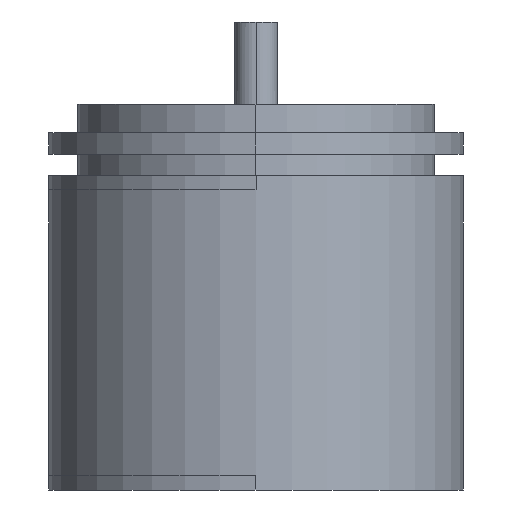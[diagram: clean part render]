
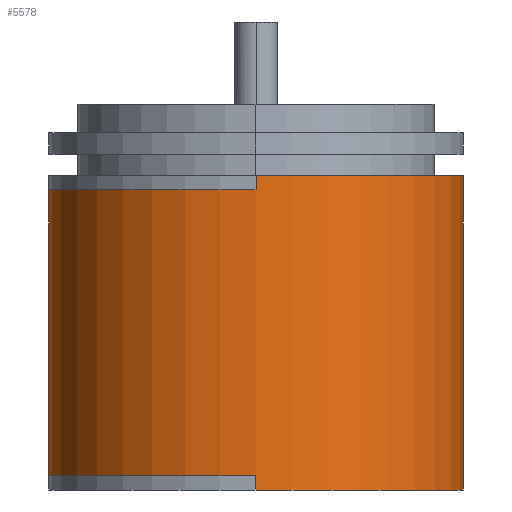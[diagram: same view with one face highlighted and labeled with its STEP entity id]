
A CAD part, front view. The second image highlights one B-rep face of the part: STEP entity #5578.
In plain terms, the highlighted cylindrical face has radius 29 mm (diameter 58 mm), a partial arc.
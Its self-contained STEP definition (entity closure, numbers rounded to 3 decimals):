
#301=DIRECTION('',(0.,0.,-1.));
#302=VECTOR('',#301,40.);
#303=CARTESIAN_POINT('',(29.,0.,-12.));
#304=LINE('',#303,#302);
#305=DIRECTION('',(0.,0.,-1.));
#306=VECTOR('',#305,2.);
#307=CARTESIAN_POINT('',(0.,29.,-52.));
#308=LINE('',#307,#306);
#309=DIRECTION('',(0.,0.,1.));
#310=VECTOR('',#309,2.);
#311=CARTESIAN_POINT('',(0.,-29.,-54.));
#312=LINE('',#311,#310);
#313=CARTESIAN_POINT('',(0.,0.,-52.));
#314=DIRECTION('',(0.,0.,1.));
#315=DIRECTION('',(-1.,0.,0.));
#316=AXIS2_PLACEMENT_3D('',#313,#314,#315);
#318=DIRECTION('',(0.,0.,1.));
#319=VECTOR('',#318,40.);
#320=CARTESIAN_POINT('',(-29.,0.,-52.));
#321=LINE('',#320,#319);
#322=DIRECTION('',(0.,0.,1.));
#323=VECTOR('',#322,2.);
#324=CARTESIAN_POINT('',(0.,-29.,-12.));
#325=LINE('',#324,#323);
#326=DIRECTION('',(0.,0.,-1.));
#327=VECTOR('',#326,2.);
#328=CARTESIAN_POINT('',(0.,29.,-10.));
#329=LINE('',#328,#327);
#330=CARTESIAN_POINT('',(0.,0.,-12.));
#331=DIRECTION('',(0.,0.,1.));
#332=DIRECTION('',(1.,0.,0.));
#333=AXIS2_PLACEMENT_3D('',#330,#331,#332);
#590=CARTESIAN_POINT('',(0.,0.,-52.));
#591=DIRECTION('',(0.,0.,1.));
#592=DIRECTION('',(1.,0.,0.));
#593=AXIS2_PLACEMENT_3D('',#590,#591,#592);
#595=CARTESIAN_POINT('',(0.,0.,-12.));
#596=DIRECTION('',(0.,0.,1.));
#597=DIRECTION('',(-1.,0.,0.));
#598=AXIS2_PLACEMENT_3D('',#595,#596,#597);
#646=CARTESIAN_POINT('',(0.,0.,-54.));
#647=DIRECTION('',(0.,0.,1.));
#648=DIRECTION('',(0.,-1.,0.));
#649=AXIS2_PLACEMENT_3D('',#646,#647,#648);
#1590=CARTESIAN_POINT('',(0.,0.,-10.));
#1591=DIRECTION('',(0.,0.,1.));
#1592=DIRECTION('',(0.,-1.,0.));
#1593=AXIS2_PLACEMENT_3D('',#1590,#1591,#1592);
#4261=CARTESIAN_POINT('',(0.,29.,-54.));
#4262=CARTESIAN_POINT('',(0.,-29.,-54.));
#4263=VERTEX_POINT('',#4261);
#4264=VERTEX_POINT('',#4262);
#4527=CARTESIAN_POINT('',(0.,29.,-10.));
#4528=CARTESIAN_POINT('',(0.,-29.,-10.));
#4529=VERTEX_POINT('',#4527);
#4530=VERTEX_POINT('',#4528);
#5240=CARTESIAN_POINT('',(-29.,0.,-12.));
#5241=CARTESIAN_POINT('',(0.,-29.,-12.));
#5242=VERTEX_POINT('',#5240);
#5243=VERTEX_POINT('',#5241);
#5244=CARTESIAN_POINT('',(29.,0.,-12.));
#5245=CARTESIAN_POINT('',(0.,29.,-12.));
#5246=VERTEX_POINT('',#5244);
#5247=VERTEX_POINT('',#5245);
#5252=CARTESIAN_POINT('',(29.,0.,-52.));
#5253=CARTESIAN_POINT('',(0.,29.,-52.));
#5254=VERTEX_POINT('',#5252);
#5255=VERTEX_POINT('',#5253);
#5256=CARTESIAN_POINT('',(-29.,0.,-52.));
#5257=CARTESIAN_POINT('',(0.,-29.,-52.));
#5258=VERTEX_POINT('',#5256);
#5259=VERTEX_POINT('',#5257);
#5547=CARTESIAN_POINT('',(0.,0.,-12.101));
#5548=DIRECTION('',(0.,0.,1.));
#5549=DIRECTION('',(0.,-1.,0.));
#5550=AXIS2_PLACEMENT_3D('',#5547,#5548,#5549);
#5551=CYLINDRICAL_SURFACE('',#5550,29.);
#5553=ORIENTED_EDGE('',*,*,#5552,.T.);
#5555=ORIENTED_EDGE('',*,*,#5554,.T.);
#5557=ORIENTED_EDGE('',*,*,#5556,.T.);
#5559=ORIENTED_EDGE('',*,*,#5558,.F.);
#5561=ORIENTED_EDGE('',*,*,#5560,.T.);
#5563=ORIENTED_EDGE('',*,*,#5562,.F.);
#5565=ORIENTED_EDGE('',*,*,#5564,.T.);
#5567=ORIENTED_EDGE('',*,*,#5566,.T.);
#5569=ORIENTED_EDGE('',*,*,#5568,.T.);
#5571=ORIENTED_EDGE('',*,*,#5570,.T.);
#5573=ORIENTED_EDGE('',*,*,#5572,.T.);
#5575=ORIENTED_EDGE('',*,*,#5574,.F.);
#5576=EDGE_LOOP('',(#5553,#5555,#5557,#5559,#5561,#5563,#5565,#5567,#5569,#5571,
#5573,#5575));
#5577=FACE_OUTER_BOUND('',#5576,.F.);
#317=CIRCLE('',#316,29.);
#334=CIRCLE('',#333,29.);
#594=CIRCLE('',#593,29.);
#599=CIRCLE('',#598,29.);
#650=CIRCLE('',#649,29.);
#1594=CIRCLE('',#1593,29.);
#5552=EDGE_CURVE('',#5246,#5254,#304,.T.);
#5554=EDGE_CURVE('',#5254,#5255,#594,.T.);
#5556=EDGE_CURVE('',#5255,#4263,#308,.T.);
#5558=EDGE_CURVE('',#4264,#4263,#650,.T.);
#5560=EDGE_CURVE('',#4264,#5259,#312,.T.);
#5562=EDGE_CURVE('',#5258,#5259,#317,.T.);
#5564=EDGE_CURVE('',#5258,#5242,#321,.T.);
#5566=EDGE_CURVE('',#5242,#5243,#599,.T.);
#5568=EDGE_CURVE('',#5243,#4530,#325,.T.);
#5570=EDGE_CURVE('',#4530,#4529,#1594,.T.);
#5572=EDGE_CURVE('',#4529,#5247,#329,.T.);
#5574=EDGE_CURVE('',#5246,#5247,#334,.T.);
#5578=ADVANCED_FACE('',(#5577),#5551,.T.);
